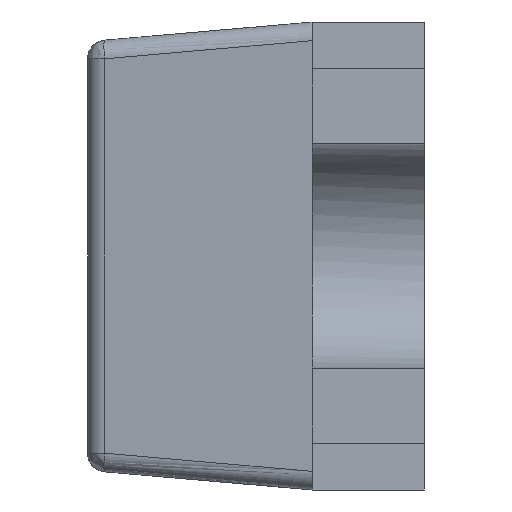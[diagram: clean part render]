
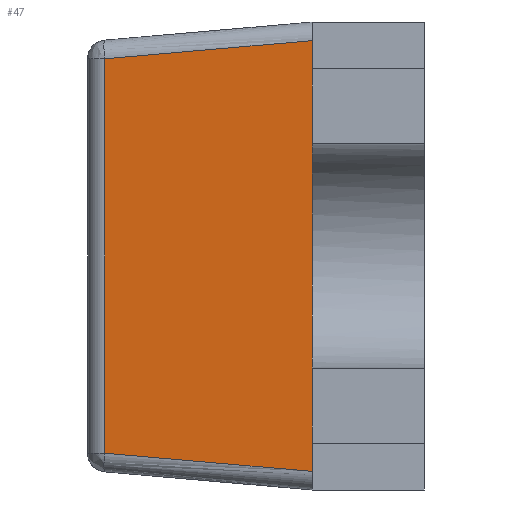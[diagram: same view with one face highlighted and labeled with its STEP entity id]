
A CAD part, left-side view. The second image highlights one B-rep face of the part: STEP entity #47.
In plain terms, the highlighted planar face has unit normal (-0.996, 0.087, 0).
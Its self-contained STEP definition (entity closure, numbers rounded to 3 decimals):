
#47=ADVANCED_FACE('',(#90),#695,.T.);
#90=FACE_OUTER_BOUND('',#133,.T.);
#133=EDGE_LOOP('',(#177,#178,#179,#180));
#177=ORIENTED_EDGE('',*,*,#393,.T.);
#178=ORIENTED_EDGE('',*,*,#424,.T.);
#179=ORIENTED_EDGE('',*,*,#394,.T.);
#180=ORIENTED_EDGE('',*,*,#414,.T.);
#393=EDGE_CURVE('',#609,#610,#521,.T.);
#394=EDGE_CURVE('',#611,#612,#522,.T.);
#414=EDGE_CURVE('',#612,#609,#536,.T.);
#424=EDGE_CURVE('',#610,#611,#539,.T.);
#521=B_SPLINE_CURVE_WITH_KNOTS('',1,(#1158,#1159),.UNSPECIFIED.,.F.,.F.,
(2,2),(0.,1.053),.UNSPECIFIED.);
#522=B_SPLINE_CURVE_WITH_KNOTS('',1,(#1160,#1161),.UNSPECIFIED.,.F.,.F.,
(2,2),(0.,1.15),.UNSPECIFIED.);
#536=B_SPLINE_CURVE_WITH_KNOTS('',1,(#1210,#1211),.UNSPECIFIED.,.F.,.F.,
(2,2),(0.,0.559),.UNSPECIFIED.);
#539=B_SPLINE_CURVE_WITH_KNOTS('',1,(#1237,#1238),.UNSPECIFIED.,.F.,.F.,
(2,2),(0.,0.559),.UNSPECIFIED.);
#609=VERTEX_POINT('',#1138);
#610=VERTEX_POINT('',#1139);
#611=VERTEX_POINT('',#1140);
#612=VERTEX_POINT('',#1141);
#695=PLANE('',#744);
#744=AXIS2_PLACEMENT_3D('',#808,#776,$);
#776=DIRECTION('',(-0.996,0.087,0.));
#808=CARTESIAN_POINT('',(-0.544,1.509,-0.691));
#1138=CARTESIAN_POINT('',(-0.601,0.854,0.527));
#1139=CARTESIAN_POINT('',(-0.601,0.854,-0.527));
#1140=CARTESIAN_POINT('',(-0.65,0.3,-0.575));
#1141=CARTESIAN_POINT('',(-0.65,0.3,0.575));
#1158=CARTESIAN_POINT('',(-0.601,0.854,0.527));
#1159=CARTESIAN_POINT('',(-0.601,0.854,-0.527));
#1160=CARTESIAN_POINT('',(-0.65,0.3,-0.575));
#1161=CARTESIAN_POINT('',(-0.65,0.3,0.575));
#1210=CARTESIAN_POINT('',(-0.65,0.3,0.575));
#1211=CARTESIAN_POINT('',(-0.601,0.854,0.527));
#1237=CARTESIAN_POINT('',(-0.601,0.854,-0.527));
#1238=CARTESIAN_POINT('',(-0.65,0.3,-0.575));
